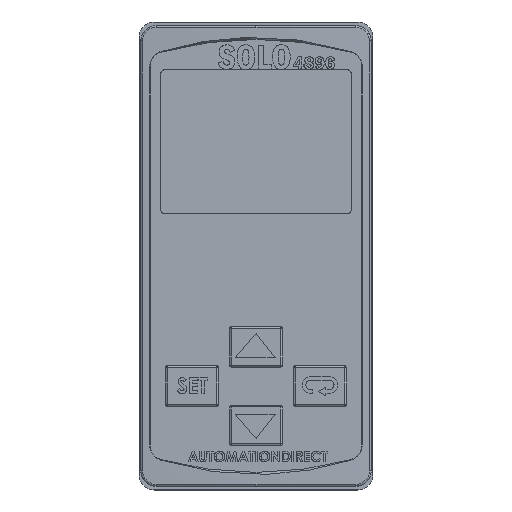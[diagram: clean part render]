
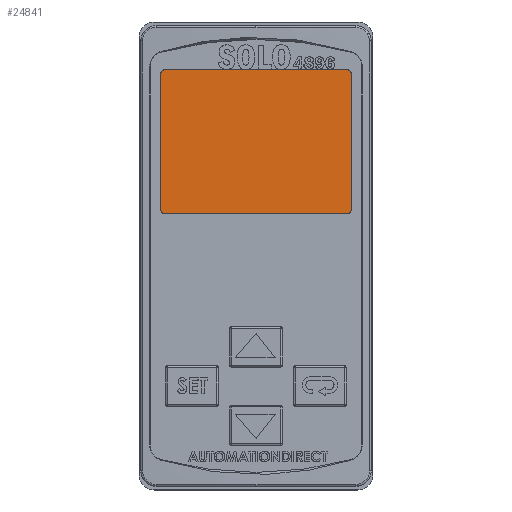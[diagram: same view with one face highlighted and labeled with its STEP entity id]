
A CAD part, top view. The second image highlights one B-rep face of the part: STEP entity #24841.
In plain terms, the highlighted planar face has unit normal (0, 0, 1).
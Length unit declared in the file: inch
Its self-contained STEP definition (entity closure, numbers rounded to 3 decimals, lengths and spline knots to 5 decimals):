
#18357 = EDGE_CURVE ( 'NONE', #30388, #30389, #40417, .T. ) ;
#18361 = EDGE_CURVE ( 'NONE', #30387, #30388, #38048, .T. ) ;
#18365 = EDGE_CURVE ( 'NONE', #30386, #30387, #40424, .T. ) ;
#18369 = EDGE_CURVE ( 'NONE', #30385, #30386, #38051, .T. ) ;
#18373 = EDGE_CURVE ( 'NONE', #30384, #30385, #40421, .T. ) ;
#18377 = EDGE_CURVE ( 'NONE', #30383, #30384, #38054, .T. ) ;
#18381 = EDGE_CURVE ( 'NONE', #30382, #30383, #40386, .T. ) ;
#18386 = EDGE_CURVE ( 'NONE', #30389, #30382, #38057, .T. ) ;
#24841 = ADVANCED_FACE ( 'NONE', ( #55427 ), #54448, .F. ) ;
#30362 = EDGE_LOOP ( 'NONE', ( #67577, #67578, #67579, #67575, #67580, #67581, #67582, #67583 ) ) ;
#30382 = VERTEX_POINT ( 'NONE', #72247 ) ;
#30383 = VERTEX_POINT ( 'NONE', #72248 ) ;
#30384 = VERTEX_POINT ( 'NONE', #72249 ) ;
#30385 = VERTEX_POINT ( 'NONE', #72250 ) ;
#30386 = VERTEX_POINT ( 'NONE', #72251 ) ;
#30387 = VERTEX_POINT ( 'NONE', #72252 ) ;
#30388 = VERTEX_POINT ( 'NONE', #72253 ) ;
#30389 = VERTEX_POINT ( 'NONE', #72254 ) ;
#38048 = LINE ( 'NONE', #39663, #40426 ) ;
#38051 = LINE ( 'NONE', #39672, #40431 ) ;
#38054 = LINE ( 'NONE', #39681, #40435 ) ;
#38057 = LINE ( 'NONE', #39690, #40440 ) ;
#39658 = CARTESIAN_POINT ( 'NONE',  ( 0.745, 1.485, -0.001 ) ) ;
#39659 = DIRECTION ( 'NONE',  ( 0., 0., 1. ) ) ;
#39660 = DIRECTION ( 'NONE',  ( -1., 0., 0. ) ) ;
#39663 = CARTESIAN_POINT ( 'NONE',  ( 0.775, 1.485, -0.001 ) ) ;
#39664 = DIRECTION ( 'NONE',  ( 0., 1., 0. ) ) ;
#39667 = CARTESIAN_POINT ( 'NONE',  ( 0.745, 0.375, -0.001 ) ) ;
#39668 = DIRECTION ( 'NONE',  ( 0., 0., 1. ) ) ;
#39669 = DIRECTION ( 'NONE',  ( -1., 0., 0. ) ) ;
#39672 = CARTESIAN_POINT ( 'NONE',  ( -0.745, 0.345, -0.001 ) ) ;
#39673 = DIRECTION ( 'NONE',  ( 1., 0., 0. ) ) ;
#39676 = CARTESIAN_POINT ( 'NONE',  ( -0.745, 0.375, -0.001 ) ) ;
#39677 = DIRECTION ( 'NONE',  ( 0., 0., 1. ) ) ;
#39678 = DIRECTION ( 'NONE',  ( 1., 0., 0. ) ) ;
#39681 = CARTESIAN_POINT ( 'NONE',  ( -0.775, 1.485, -0.001 ) ) ;
#39682 = DIRECTION ( 'NONE',  ( 0., -1., 0. ) ) ;
#39685 = CARTESIAN_POINT ( 'NONE',  ( -0.745, 1.485, -0.001 ) ) ;
#39686 = DIRECTION ( 'NONE',  ( 0., 0., 1. ) ) ;
#39687 = DIRECTION ( 'NONE',  ( -1., 0., 0. ) ) ;
#39690 = CARTESIAN_POINT ( 'NONE',  ( -0.745, 1.515, -0.001 ) ) ;
#39691 = DIRECTION ( 'NONE',  ( -1., 0., 0. ) ) ;
#40386 = CIRCLE ( 'NONE', #40438, 0.03 ) ;
#40417 = CIRCLE ( 'NONE', #40423, 0.03 ) ;
#40421 = CIRCLE ( 'NONE', #40433, 0.03 ) ;
#40423 = AXIS2_PLACEMENT_3D ( 'NONE', #39658, #39659, #39660 ) ;
#40424 = CIRCLE ( 'NONE', #40429, 0.03 ) ;
#40426 = VECTOR ( 'NONE', #39664, 39.37008 ) ;
#40429 = AXIS2_PLACEMENT_3D ( 'NONE', #39667, #39668, #39669 ) ;
#40431 = VECTOR ( 'NONE', #39673, 39.37008 ) ;
#40433 = AXIS2_PLACEMENT_3D ( 'NONE', #39676, #39677, #39678 ) ;
#40435 = VECTOR ( 'NONE', #39682, 39.37008 ) ;
#40438 = AXIS2_PLACEMENT_3D ( 'NONE', #39685, #39686, #39687 ) ;
#40440 = VECTOR ( 'NONE', #39691, 39.37008 ) ;
#51583 = AXIS2_PLACEMENT_3D ( 'NONE', #54449, #54450, #54451 ) ;
#54448 = PLANE ( 'NONE',  #51583 ) ;
#54449 = CARTESIAN_POINT ( 'NONE',  ( 0.745, 1.485, -0.001 ) ) ;
#54450 = DIRECTION ( 'NONE',  ( 0., 0., -1. ) ) ;
#54451 = DIRECTION ( 'NONE',  ( -1., 0., 0. ) ) ;
#55427 = FACE_OUTER_BOUND ( 'NONE', #30362, .T. ) ;
#67575 = ORIENTED_EDGE ( 'NONE', *, *, #18377, .T. ) ;
#67577 = ORIENTED_EDGE ( 'NONE', *, *, #18357, .T. ) ;
#67578 = ORIENTED_EDGE ( 'NONE', *, *, #18386, .T. ) ;
#67579 = ORIENTED_EDGE ( 'NONE', *, *, #18381, .T. ) ;
#67580 = ORIENTED_EDGE ( 'NONE', *, *, #18373, .T. ) ;
#67581 = ORIENTED_EDGE ( 'NONE', *, *, #18369, .T. ) ;
#67582 = ORIENTED_EDGE ( 'NONE', *, *, #18365, .T. ) ;
#67583 = ORIENTED_EDGE ( 'NONE', *, *, #18361, .T. ) ;
#72247 = CARTESIAN_POINT ( 'NONE',  ( -0.745, 1.515, -0.001 ) ) ;
#72248 = CARTESIAN_POINT ( 'NONE',  ( -0.775, 1.485, -0.001 ) ) ;
#72249 = CARTESIAN_POINT ( 'NONE',  ( -0.775, 0.375, -0.001 ) ) ;
#72250 = CARTESIAN_POINT ( 'NONE',  ( -0.745, 0.345, -0.001 ) ) ;
#72251 = CARTESIAN_POINT ( 'NONE',  ( 0.745, 0.345, -0.001 ) ) ;
#72252 = CARTESIAN_POINT ( 'NONE',  ( 0.775, 0.375, -0.001 ) ) ;
#72253 = CARTESIAN_POINT ( 'NONE',  ( 0.775, 1.485, -0.001 ) ) ;
#72254 = CARTESIAN_POINT ( 'NONE',  ( 0.745, 1.515, -0.001 ) ) ;
